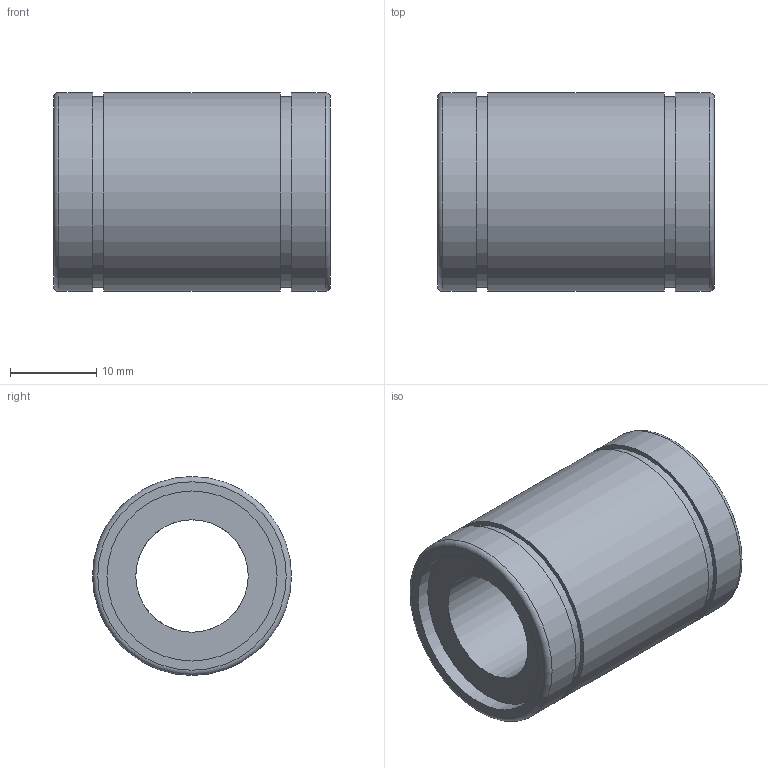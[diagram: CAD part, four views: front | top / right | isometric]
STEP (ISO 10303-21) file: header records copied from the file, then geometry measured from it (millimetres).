
FILE_DESCRIPTION( ( 'STEP AP214' ), '1' );
FILE_NAME( 'LM13.stp', '2020-05-11T06:35:09', ( 'License CC BY-ND 4.0' ), ( 'CADENAS' ), ' ', 'PARTsolutions', ' ' );
FILE_SCHEMA( ( 'AUTOMOTIVE_DESIGN { 1 0 10303 214 1 1 1 1 }' ) );
Length unit declared in the file: millimetre
Products named in the file (1): _LM13
Bounding box: 32 x 23 x 23 mm (x, y, z)
Volume: 8393.5 mm3; surface area: 4349.8 mm2
Topology: 1 solids, 1 shells, 21 faces, 40 edges, 26 vertices
Faces by surface type: plane 11, cylinder 8, torus 2
Full cylindrical faces by diameter (mm): 13 x1, 19.66 x2, 22 x2, 23 x3
Entity records: 658 total; most frequent: DIRECTION 92, CARTESIAN_POINT 74, ORIENTED_EDGE 56, AXIS2_PLACEMENT_3D 42, EDGE_LOOP 38, FACE_OUTER_BOUND 31, EDGE_CURVE 28, VERTEX_POINT 24
